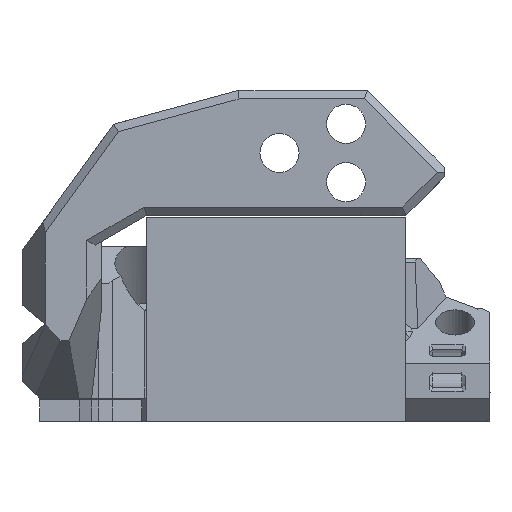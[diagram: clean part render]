
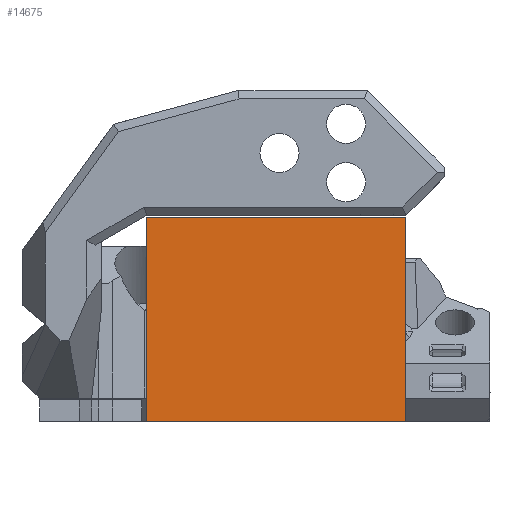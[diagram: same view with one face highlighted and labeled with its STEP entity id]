
A CAD part, front view. The second image highlights one B-rep face of the part: STEP entity #14675.
In plain terms, the highlighted planar face has unit normal (0, -1, 0).
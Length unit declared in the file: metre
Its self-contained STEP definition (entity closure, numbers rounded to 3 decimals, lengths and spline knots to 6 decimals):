
#2086=ORIENTED_EDGE('',*,*,#5710,.T.);
#2087=ORIENTED_EDGE('',*,*,#5711,.F.);
#2088=ORIENTED_EDGE('',*,*,#5712,.F.);
#2089=ORIENTED_EDGE('',*,*,#5713,.T.);
#5710=EDGE_CURVE('',#7643,#7644,#9311,.T.);
#5711=EDGE_CURVE('',#7645,#7644,#9312,.T.);
#5712=EDGE_CURVE('',#7646,#7645,#9313,.T.);
#5713=EDGE_CURVE('',#7646,#7643,#9314,.T.);
#7643=VERTEX_POINT('',#21700);
#7644=VERTEX_POINT('',#21701);
#7645=VERTEX_POINT('',#21703);
#7646=VERTEX_POINT('',#21705);
#9311=LINE('',#21699,#11329);
#9312=LINE('',#21702,#11330);
#9313=LINE('',#21704,#11331);
#9314=LINE('',#21706,#11332);
#11329=VECTOR('',#17512,1.);
#11330=VECTOR('',#17513,1.);
#11331=VECTOR('',#17514,1.);
#11332=VECTOR('',#17515,1.);
#12498=EDGE_LOOP('',(#2086,#2087,#2088,#2089));
#13306=FACE_BOUND('',#12498,.T.);
#14056=PLANE('',#15414);
#14675=ADVANCED_FACE('',(#13306),#14056,.F.);
#15414=AXIS2_PLACEMENT_3D('',#21698,#17510,#17511);
#17510=DIRECTION('',(0.,1.,0.));
#17511=DIRECTION('',(0.,0.,1.));
#17512=DIRECTION('',(-1.,0.,0.));
#17513=DIRECTION('',(0.,0.,1.));
#17514=DIRECTION('',(-1.,0.,0.));
#17515=DIRECTION('',(0.,0.,1.));
#21698=CARTESIAN_POINT('',(-0.005589,-0.038886,0.055462));
#21699=CARTESIAN_POINT('',(-0.005589,-0.038886,0.080029));
#21700=CARTESIAN_POINT('',(0.012792,-0.038886,0.080029));
#21701=CARTESIAN_POINT('',(-0.018384,-0.038886,0.080029));
#21702=CARTESIAN_POINT('',(-0.018384,-0.038886,0.055462));
#21703=CARTESIAN_POINT('',(-0.018384,-0.038886,0.055464));
#21704=CARTESIAN_POINT('',(-0.005589,-0.038886,0.055464));
#21705=CARTESIAN_POINT('',(0.012792,-0.038886,0.055464));
#21706=CARTESIAN_POINT('',(0.012792,-0.038886,0.055462));
